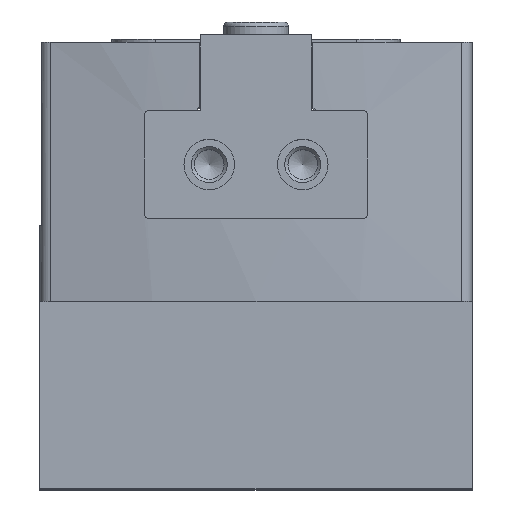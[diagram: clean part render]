
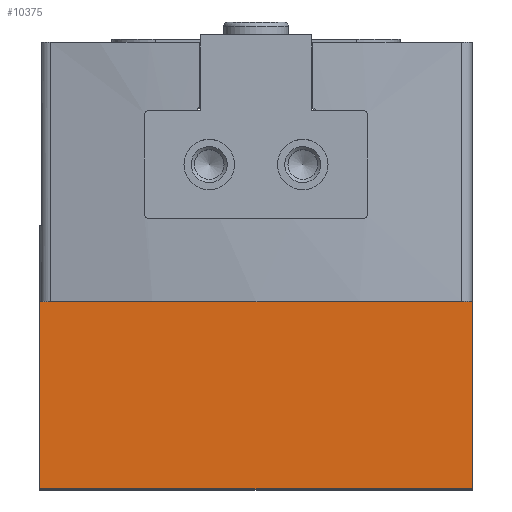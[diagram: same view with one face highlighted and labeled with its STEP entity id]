
A CAD part, top view. The second image highlights one B-rep face of the part: STEP entity #10375.
In plain terms, the highlighted planar face has unit normal (0, 0, 1).
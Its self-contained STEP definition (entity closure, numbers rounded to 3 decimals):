
#1222=ORIENTED_EDGE('',*,*,#3091,.T.);
#1223=ORIENTED_EDGE('',*,*,#3033,.F.);
#1224=ORIENTED_EDGE('',*,*,#3167,.F.);
#1225=ORIENTED_EDGE('',*,*,#3000,.T.);
#3000=EDGE_CURVE('',#3952,#3951,#4548,.T.);
#3033=EDGE_CURVE('',#3980,#3981,#4573,.T.);
#3091=EDGE_CURVE('',#3951,#3981,#4608,.T.);
#3167=EDGE_CURVE('',#3952,#3980,#4645,.T.);
#3951=VERTEX_POINT('',#14872);
#3952=VERTEX_POINT('',#14874);
#3980=VERTEX_POINT('',#14937);
#3981=VERTEX_POINT('',#14939);
#4548=LINE('',#14873,#5084);
#4573=LINE('',#14938,#5109);
#4608=LINE('',#15050,#5144);
#4645=LINE('',#15194,#5181);
#5084=VECTOR('',#12093,1000.);
#5109=VECTOR('',#12140,1000.);
#5144=VECTOR('',#12233,1000.);
#5181=VECTOR('',#12366,1000.);
#5662=EDGE_LOOP('',(#1222,#1223,#1224,#1225));
#6354=FACE_BOUND('',#5662,.T.);
#6980=PLANE('',#11048);
#10375=ADVANCED_FACE('',(#6354),#6980,.F.);
#11048=AXIS2_PLACEMENT_3D('',#15193,#12364,#12365);
#12093=DIRECTION('',(0.,-1.,0.));
#12140=DIRECTION('',(0.,-1.,0.));
#12233=DIRECTION('',(1.,0.,0.));
#12364=DIRECTION('',(0.,0.,-1.));
#12365=DIRECTION('',(-1.,0.,0.));
#12366=DIRECTION('',(1.,0.,0.));
#14872=CARTESIAN_POINT('',(-30.,0.,50.));
#14873=CARTESIAN_POINT('',(-30.,26.,50.));
#14874=CARTESIAN_POINT('',(-30.,26.,50.));
#14937=CARTESIAN_POINT('',(30.,26.,50.));
#14938=CARTESIAN_POINT('',(30.,26.,50.));
#14939=CARTESIAN_POINT('',(30.,0.,50.));
#15050=CARTESIAN_POINT('',(-30.,0.,50.));
#15193=CARTESIAN_POINT('',(-30.,26.,50.));
#15194=CARTESIAN_POINT('',(-30.,26.,50.));
